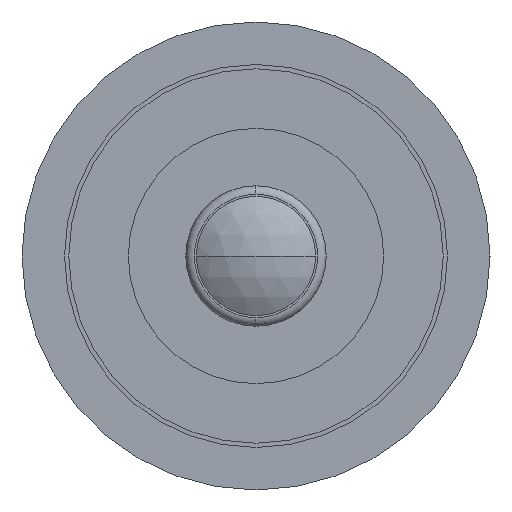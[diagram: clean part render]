
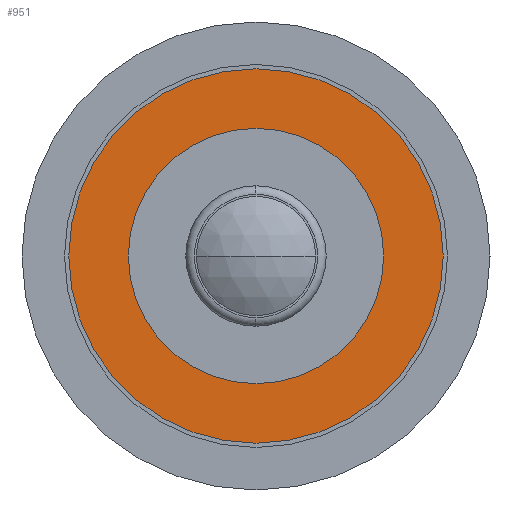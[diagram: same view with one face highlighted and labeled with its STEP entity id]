
A CAD part, left-side view. The second image highlights one B-rep face of the part: STEP entity #951.
In plain terms, the highlighted planar face has unit normal (-1, 0, 0).
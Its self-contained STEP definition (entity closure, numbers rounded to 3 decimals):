
#35 = EDGE_LOOP ( 'NONE', ( #1006, #429 ) ) ;
#66 = DIRECTION ( 'NONE',  ( -1., 0., 0. ) ) ;
#148 = DIRECTION ( 'NONE',  ( 0., 0., -1. ) ) ;
#239 = FACE_BOUND ( 'NONE', #35, .T. ) ;
#340 = AXIS2_PLACEMENT_3D ( 'NONE', #1143, #66, #1242 ) ;
#342 = CARTESIAN_POINT ( 'NONE',  ( 1.5, 0., 4.4 ) ) ;
#386 = VERTEX_POINT ( 'NONE', #1122 ) ;
#396 = VERTEX_POINT ( 'NONE', #342 ) ;
#429 = ORIENTED_EDGE ( 'NONE', *, *, #440, .F. ) ;
#440 = EDGE_CURVE ( 'NONE', #386, #1074, #726, .T. ) ;
#453 = CARTESIAN_POINT ( 'NONE',  ( 1.5, 0., 0. ) ) ;
#460 = EDGE_CURVE ( 'NONE', #396, #1210, #664, .T. ) ;
#493 = FACE_OUTER_BOUND ( 'NONE', #881, .T. ) ;
#515 = DIRECTION ( 'NONE',  ( 1., 0., 0. ) ) ;
#543 = CARTESIAN_POINT ( 'NONE',  ( 1.5, 0., 0. ) ) ;
#549 = AXIS2_PLACEMENT_3D ( 'NONE', #1216, #515, #148 ) ;
#589 = CIRCLE ( 'NONE', #340, 1.4 ) ;
#636 = DIRECTION ( 'NONE',  ( 0., 0., 1. ) ) ;
#647 = DIRECTION ( 'NONE',  ( -1., 0., 0. ) ) ;
#664 = CIRCLE ( 'NONE', #1022, 4.4 ) ;
#680 = ORIENTED_EDGE ( 'NONE', *, *, #460, .T. ) ;
#686 = ORIENTED_EDGE ( 'NONE', *, *, #905, .T. ) ;
#722 = PLANE ( 'NONE',  #549 ) ;
#725 = AXIS2_PLACEMENT_3D ( 'NONE', #1004, #900, #1096 ) ;
#726 = CIRCLE ( 'NONE', #1226, 1.4 ) ;
#735 = CARTESIAN_POINT ( 'NONE',  ( 1.5, 0., 1.4 ) ) ;
#849 = DIRECTION ( 'NONE',  ( 0., 0., 1. ) ) ;
#852 = CARTESIAN_POINT ( 'NONE',  ( 1.5, 0., -4.4 ) ) ;
#881 = EDGE_LOOP ( 'NONE', ( #680, #686 ) ) ;
#900 = DIRECTION ( 'NONE',  ( -1., 0., 0. ) ) ;
#905 = EDGE_CURVE ( 'NONE', #1210, #396, #1075, .T. ) ;
#951 = ADVANCED_FACE ( 'NONE', ( #239, #493 ), #722, .F. ) ;
#1004 = CARTESIAN_POINT ( 'NONE',  ( 1.5, 0., 0. ) ) ;
#1006 = ORIENTED_EDGE ( 'NONE', *, *, #1058, .F. ) ;
#1022 = AXIS2_PLACEMENT_3D ( 'NONE', #453, #647, #849 ) ;
#1053 = DIRECTION ( 'NONE',  ( -1., 0., 0. ) ) ;
#1058 = EDGE_CURVE ( 'NONE', #1074, #386, #589, .T. ) ;
#1074 = VERTEX_POINT ( 'NONE', #735 ) ;
#1075 = CIRCLE ( 'NONE', #725, 4.4 ) ;
#1096 = DIRECTION ( 'NONE',  ( 0., 0., 1. ) ) ;
#1122 = CARTESIAN_POINT ( 'NONE',  ( 1.5, 0., -1.4 ) ) ;
#1143 = CARTESIAN_POINT ( 'NONE',  ( 1.5, 0., 0. ) ) ;
#1210 = VERTEX_POINT ( 'NONE', #852 ) ;
#1216 = CARTESIAN_POINT ( 'NONE',  ( 1.5, 4.4, 0. ) ) ;
#1226 = AXIS2_PLACEMENT_3D ( 'NONE', #543, #1053, #636 ) ;
#1242 = DIRECTION ( 'NONE',  ( 0., 0., 1. ) ) ;
